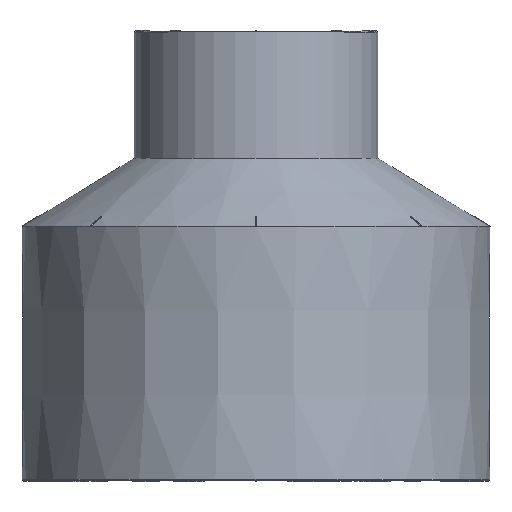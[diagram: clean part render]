
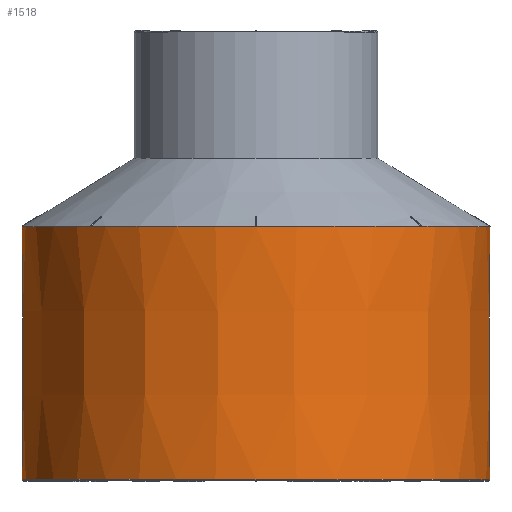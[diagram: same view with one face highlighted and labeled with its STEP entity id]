
A CAD part, top view. The second image highlights one B-rep face of the part: STEP entity #1518.
In plain terms, the highlighted conical face has half-angle 0.038 degrees and reference radius 70 mm.
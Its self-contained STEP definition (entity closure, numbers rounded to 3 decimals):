
#176=CONICAL_SURFACE('',#24694,70.,0.038);
#1518=ADVANCED_FACE('',(#6793,#6794),#176,.T.);
#6581=CIRCLE('',#24634,70.05);
#6631=CIRCLE('',#24693,70.);
#6793=FACE_BOUND('',#6897,.T.);
#6794=FACE_BOUND('',#6898,.T.);
#6897=EDGE_LOOP('',(#9328));
#6898=EDGE_LOOP('',(#9329));
#9328=ORIENTED_EDGE('',*,*,#19464,.T.);
#9329=ORIENTED_EDGE('',*,*,#19334,.T.);
#16798=VERTEX_POINT('',#36246);
#16912=VERTEX_POINT('',#37363);
#19334=EDGE_CURVE('',#16798,#16798,#6581,.T.);
#19464=EDGE_CURVE('',#16912,#16912,#6631,.T.);
#24634=AXIS2_PLACEMENT_3D('',#36245,#26283,#26284);
#24693=AXIS2_PLACEMENT_3D('',#37362,#26417,#26418);
#24694=AXIS2_PLACEMENT_3D('',#37364,#26419,#26420);
#26283=DIRECTION('',(0.,-1.,0.));
#26284=DIRECTION('',(0.,0.,-1.));
#26417=DIRECTION('',(0.,1.,0.));
#26418=DIRECTION('',(0.,0.,-1.));
#26419=DIRECTION('',(0.,1.,0.));
#26420=DIRECTION('',(0.,0.,1.));
#36245=CARTESIAN_POINT('',(6770.506,1450.63,0.));
#36246=CARTESIAN_POINT('',(6770.506,1450.63,-70.05));
#37362=CARTESIAN_POINT('',(6770.506,1374.88,0.));
#37363=CARTESIAN_POINT('',(6770.506,1374.88,-70.));
#37364=CARTESIAN_POINT('',(6770.506,1374.63,0.));
